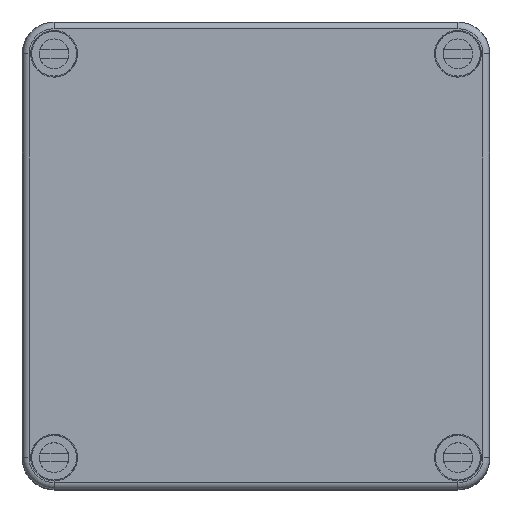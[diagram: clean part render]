
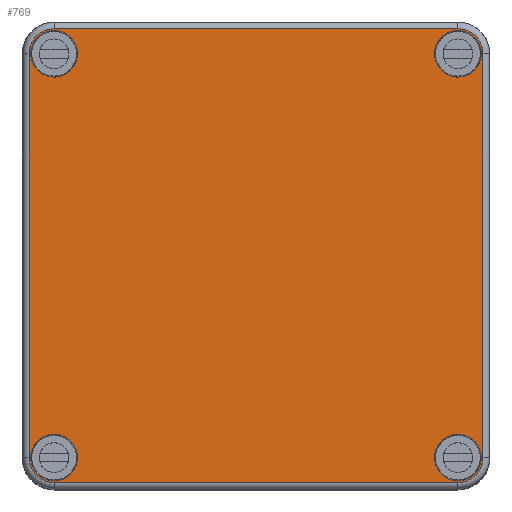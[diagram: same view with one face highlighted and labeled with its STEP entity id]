
A CAD part, top view. The second image highlights one B-rep face of the part: STEP entity #769.
In plain terms, the highlighted planar face has unit normal (0, 0, 1).
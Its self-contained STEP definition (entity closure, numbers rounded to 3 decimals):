
#769 = ADVANCED_FACE( '', ( #1943, #1944, #1945, #1946, #1947 ), #1948, .F. );
#1943 = FACE_BOUND( '', #3614, .T. );
#1944 = FACE_BOUND( '', #3615, .T. );
#1945 = FACE_BOUND( '', #3616, .T. );
#1946 = FACE_BOUND( '', #3617, .T. );
#1947 = FACE_OUTER_BOUND( '', #3618, .T. );
#1948 = PLANE( '', #3619 );
#3614 = EDGE_LOOP( '', ( #5699 ) );
#3615 = EDGE_LOOP( '', ( #5700 ) );
#3616 = EDGE_LOOP( '', ( #5701 ) );
#3617 = EDGE_LOOP( '', ( #5702 ) );
#3618 = EDGE_LOOP( '', ( #5703, #5704, #5705, #5706, #5707, #5708, #5709, #5710 ) );
#3619 = AXIS2_PLACEMENT_3D( '', #5711, #5712, #5713 );
#5699 = ORIENTED_EDGE( '', *, *, #9858, .F. );
#5700 = ORIENTED_EDGE( '', *, *, #9859, .F. );
#5701 = ORIENTED_EDGE( '', *, *, #9860, .F. );
#5702 = ORIENTED_EDGE( '', *, *, #9861, .F. );
#5703 = ORIENTED_EDGE( '', *, *, #9841, .T. );
#5704 = ORIENTED_EDGE( '', *, *, #9862, .F. );
#5705 = ORIENTED_EDGE( '', *, *, #9646, .T. );
#5706 = ORIENTED_EDGE( '', *, *, #9863, .T. );
#5707 = ORIENTED_EDGE( '', *, *, #9864, .F. );
#5708 = ORIENTED_EDGE( '', *, *, #9865, .T. );
#5709 = ORIENTED_EDGE( '', *, *, #9866, .F. );
#5710 = ORIENTED_EDGE( '', *, *, #9867, .F. );
#5711 = CARTESIAN_POINT( '', ( -53.382, 47.5, 15. ) );
#5712 = DIRECTION( '', ( 0., 0., -1. ) );
#5713 = DIRECTION( '', ( -1., 0., 0. ) );
#9646 = EDGE_CURVE( '', #11532, #11533, #11534, .T. );
#9841 = EDGE_CURVE( '', #11865, #11866, #11867, .T. );
#9858 = EDGE_CURVE( '', #11894, #11894, #11895, .T. );
#9859 = EDGE_CURVE( '', #11896, #11896, #11897, .T. );
#9860 = EDGE_CURVE( '', #11898, #11898, #11899, .T. );
#9861 = EDGE_CURVE( '', #11900, #11900, #11901, .T. );
#9862 = EDGE_CURVE( '', #11532, #11866, #11902, .T. );
#9863 = EDGE_CURVE( '', #11533, #11903, #11904, .T. );
#9864 = EDGE_CURVE( '', #11905, #11903, #11906, .T. );
#9865 = EDGE_CURVE( '', #11905, #11907, #11908, .T. );
#9866 = EDGE_CURVE( '', #11909, #11907, #11910, .T. );
#9867 = EDGE_CURVE( '', #11865, #11909, #11911, .T. );
#11532 = VERTEX_POINT( '', #14175 );
#11533 = VERTEX_POINT( '', #14176 );
#11534 = CIRCLE( '', #14177, 5.882 );
#11865 = VERTEX_POINT( '', #14611 );
#11866 = VERTEX_POINT( '', #14612 );
#11867 = CIRCLE( '', #14613, 5.882 );
#11894 = VERTEX_POINT( '', #14648 );
#11895 = CIRCLE( '', #14649, 5.5 );
#11896 = VERTEX_POINT( '', #14650 );
#11897 = CIRCLE( '', #14651, 5.5 );
#11898 = VERTEX_POINT( '', #14652 );
#11899 = CIRCLE( '', #14653, 5.5 );
#11900 = VERTEX_POINT( '', #14654 );
#11901 = CIRCLE( '', #14655, 5.5 );
#11902 = LINE( '', #14656, #14657 );
#11903 = VERTEX_POINT( '', #14658 );
#11904 = LINE( '', #14659, #14660 );
#11905 = VERTEX_POINT( '', #14661 );
#11906 = CIRCLE( '', #14662, 5.882 );
#11907 = VERTEX_POINT( '', #14663 );
#11908 = LINE( '', #14664, #14665 );
#11909 = VERTEX_POINT( '', #14666 );
#11910 = CIRCLE( '', #14667, 5.882 );
#11911 = LINE( '', #14668, #14669 );
#14175 = CARTESIAN_POINT( '', ( 53.382, 47.5, 15. ) );
#14176 = CARTESIAN_POINT( '', ( 47.5, 53.382, 15. ) );
#14177 = AXIS2_PLACEMENT_3D( '', #17417, #17418, #17419 );
#14611 = CARTESIAN_POINT( '', ( 47.5, -53.382, 15. ) );
#14612 = CARTESIAN_POINT( '', ( 53.382, -47.5, 15. ) );
#14613 = AXIS2_PLACEMENT_3D( '', #17679, #17680, #17681 );
#14648 = CARTESIAN_POINT( '', ( -42., -47.5, 15. ) );
#14649 = AXIS2_PLACEMENT_3D( '', #17708, #17709, #17710 );
#14650 = CARTESIAN_POINT( '', ( 53., -47.5, 15. ) );
#14651 = AXIS2_PLACEMENT_3D( '', #17711, #17712, #17713 );
#14652 = CARTESIAN_POINT( '', ( -42., 47.5, 15. ) );
#14653 = AXIS2_PLACEMENT_3D( '', #17714, #17715, #17716 );
#14654 = CARTESIAN_POINT( '', ( 53., 47.5, 15. ) );
#14655 = AXIS2_PLACEMENT_3D( '', #17717, #17718, #17719 );
#14656 = CARTESIAN_POINT( '', ( 53.382, 47.5, 15. ) );
#14657 = VECTOR( '', #17720, 1000. );
#14658 = CARTESIAN_POINT( '', ( -47.5, 53.382, 15. ) );
#14659 = CARTESIAN_POINT( '', ( 47.5, 53.382, 15. ) );
#14660 = VECTOR( '', #17721, 1000. );
#14661 = CARTESIAN_POINT( '', ( -53.382, 47.5, 15. ) );
#14662 = AXIS2_PLACEMENT_3D( '', #17722, #17723, #17724 );
#14663 = CARTESIAN_POINT( '', ( -53.382, -47.5, 15. ) );
#14664 = CARTESIAN_POINT( '', ( -53.382, 47.5, 15. ) );
#14665 = VECTOR( '', #17725, 1000. );
#14666 = CARTESIAN_POINT( '', ( -47.5, -53.382, 15. ) );
#14667 = AXIS2_PLACEMENT_3D( '', #17726, #17727, #17728 );
#14668 = CARTESIAN_POINT( '', ( 47.5, -53.382, 15. ) );
#14669 = VECTOR( '', #17729, 1000. );
#17417 = CARTESIAN_POINT( '', ( 47.5, 47.5, 15. ) );
#17418 = DIRECTION( '', ( 0., 0., 1. ) );
#17419 = DIRECTION( '', ( 1., 0., 0. ) );
#17679 = CARTESIAN_POINT( '', ( 47.5, -47.5, 15. ) );
#17680 = DIRECTION( '', ( 0., 0., 1. ) );
#17681 = DIRECTION( '', ( 1., 0., 0. ) );
#17708 = CARTESIAN_POINT( '', ( -47.5, -47.5, 15. ) );
#17709 = DIRECTION( '', ( 0., 0., 1. ) );
#17710 = DIRECTION( '', ( 1., 0., 0. ) );
#17711 = CARTESIAN_POINT( '', ( 47.5, -47.5, 15. ) );
#17712 = DIRECTION( '', ( 0., 0., 1. ) );
#17713 = DIRECTION( '', ( 1., 0., 0. ) );
#17714 = CARTESIAN_POINT( '', ( -47.5, 47.5, 15. ) );
#17715 = DIRECTION( '', ( 0., 0., 1. ) );
#17716 = DIRECTION( '', ( 1., 0., 0. ) );
#17717 = CARTESIAN_POINT( '', ( 47.5, 47.5, 15. ) );
#17718 = DIRECTION( '', ( 0., 0., 1. ) );
#17719 = DIRECTION( '', ( 1., 0., 0. ) );
#17720 = DIRECTION( '', ( 0., -1., 0. ) );
#17721 = DIRECTION( '', ( -1., 0., 0. ) );
#17722 = CARTESIAN_POINT( '', ( -47.5, 47.5, 15. ) );
#17723 = DIRECTION( '', ( 0., 0., -1. ) );
#17724 = DIRECTION( '', ( -1., 0., 0. ) );
#17725 = DIRECTION( '', ( 0., -1., 0. ) );
#17726 = CARTESIAN_POINT( '', ( -47.5, -47.5, 15. ) );
#17727 = DIRECTION( '', ( 0., 0., -1. ) );
#17728 = DIRECTION( '', ( -1., 0., 0. ) );
#17729 = DIRECTION( '', ( -1., 0., 0. ) );
